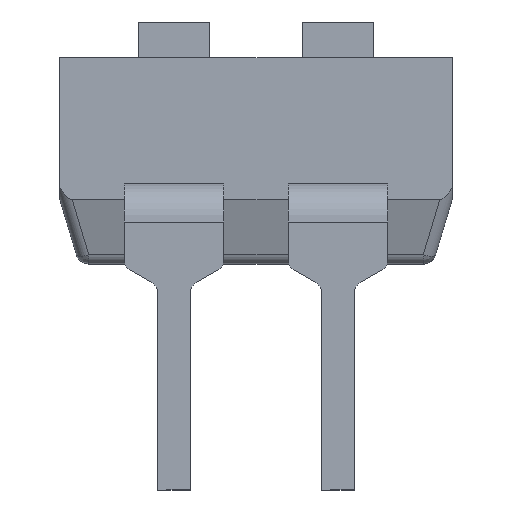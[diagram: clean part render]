
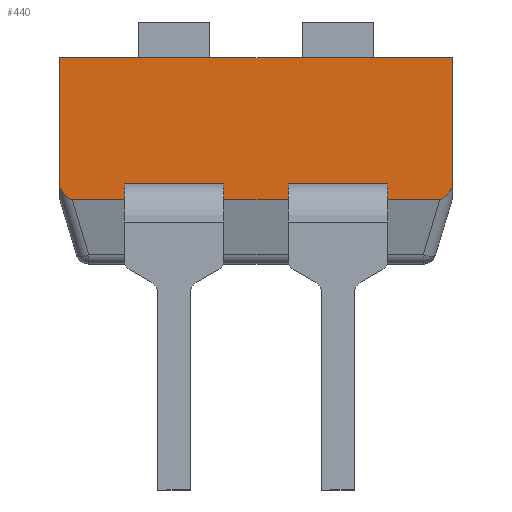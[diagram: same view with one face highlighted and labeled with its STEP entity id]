
A CAD part, front view. The second image highlights one B-rep face of the part: STEP entity #440.
In plain terms, the highlighted planar face has unit normal (0, -1, 0).
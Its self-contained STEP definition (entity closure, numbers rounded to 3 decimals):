
#28 = VERTEX_POINT ( 'NONE', #3898 ) ;
#109 = CARTESIAN_POINT ( 'NONE',  ( 7.62, -3.1, -2.2 ) ) ;
#171 =( BOUNDED_CURVE ( )  B_SPLINE_CURVE ( 3, ( #3386, #10067, #9128, #3078 ),
 .UNSPECIFIED., .F., .T. ) 
 B_SPLINE_CURVE_WITH_KNOTS ( ( 4, 4 ),
 ( 3.224, 3.968 ),
 .UNSPECIFIED. ) 
 CURVE ( )  GEOMETRIC_REPRESENTATION_ITEM ( )  RATIONAL_B_SPLINE_CURVE ( ( 1., 0.954, 0.954, 1. ) ) 
 REPRESENTATION_ITEM ( '' )  );
#440 = ADVANCED_FACE ( 'NONE', ( #10581 ), #6419, .F. ) ;
#620 = CARTESIAN_POINT ( 'NONE',  ( 2.968, -3.1, -2.136 ) ) ;
#725 = CARTESIAN_POINT ( 'NONE',  ( 7.62, -3.1, -2.2 ) ) ;
#729 = DIRECTION ( 'NONE',  ( 1., 0., 0. ) ) ;
#906 = ORIENTED_EDGE ( 'NONE', *, *, #7929, .F. ) ;
#941 = VERTEX_POINT ( 'NONE', #8369 ) ;
#1231 = VERTEX_POINT ( 'NONE', #3595 ) ;
#1259 = VECTOR ( 'NONE', #10791, 1000. ) ;
#1395 = DIRECTION ( 'NONE',  ( 1., 0., 0. ) ) ;
#1531 = DIRECTION ( 'NONE',  ( 0., 0., 1. ) ) ;
#1548 = LINE ( 'NONE', #2264, #4588 ) ;
#1559 = LINE ( 'NONE', #10650, #5617 ) ;
#1601 = CARTESIAN_POINT ( 'NONE',  ( -2.848, -3.1, -2.2 ) ) ;
#1679 = EDGE_CURVE ( 'NONE', #3710, #4413, #3142, .T. ) ;
#1832 = CARTESIAN_POINT ( 'NONE',  ( -3.04, -3.1, -2.2 ) ) ;
#1855 = ORIENTED_EDGE ( 'NONE', *, *, #7358, .F. ) ;
#2085 = ORIENTED_EDGE ( 'NONE', *, *, #4193, .F. ) ;
#2158 = ORIENTED_EDGE ( 'NONE', *, *, #3925, .T. ) ;
#2264 = CARTESIAN_POINT ( 'NONE',  ( 7.62, -3.1, -2.2 ) ) ;
#2511 = VECTOR ( 'NONE', #6872, 1000. ) ;
#2617 = LINE ( 'NONE', #2773, #2511 ) ;
#2663 = VERTEX_POINT ( 'NONE', #8982 ) ;
#2706 = AXIS2_PLACEMENT_3D ( 'NONE', #725, #5674, #4074 ) ;
#2722 = CARTESIAN_POINT ( 'NONE',  ( -0.5, -3.1, -2.2 ) ) ;
#2773 = CARTESIAN_POINT ( 'NONE',  ( 2.04, -3.1, -2.2 ) ) ;
#2884 = VECTOR ( 'NONE', #9784, 1000. ) ;
#2909 = LINE ( 'NONE', #6301, #3785 ) ;
#3078 = CARTESIAN_POINT ( 'NONE',  ( -3.04, -3.1, -2.016 ) ) ;
#3142 = LINE ( 'NONE', #109, #5240 ) ;
#3386 = CARTESIAN_POINT ( 'NONE',  ( -2.848, -3.1, -2.2 ) ) ;
#3442 = VERTEX_POINT ( 'NONE', #10755 ) ;
#3505 = ORIENTED_EDGE ( 'NONE', *, *, #1679, .T. ) ;
#3595 = CARTESIAN_POINT ( 'NONE',  ( 2.04, -3.1, -2.2 ) ) ;
#3613 = LINE ( 'NONE', #9635, #6075 ) ;
#3710 = VERTEX_POINT ( 'NONE', #1601 ) ;
#3785 = VECTOR ( 'NONE', #5336, 1000. ) ;
#3898 = CARTESIAN_POINT ( 'NONE',  ( 3.04, -3.1, 0. ) ) ;
#3901 = ORIENTED_EDGE ( 'NONE', *, *, #5627, .F. ) ;
#3925 = EDGE_CURVE ( 'NONE', #10076, #28, #6612, .T. ) ;
#3956 = VERTEX_POINT ( 'NONE', #4117 ) ;
#4062 = CARTESIAN_POINT ( 'NONE',  ( 3.04, -3.1, -3.1 ) ) ;
#4074 = DIRECTION ( 'NONE',  ( 0., 0., 1. ) ) ;
#4086 = VECTOR ( 'NONE', #1531, 1000. ) ;
#4117 = CARTESIAN_POINT ( 'NONE',  ( -0.5, -3.1, -2.2 ) ) ;
#4193 = EDGE_CURVE ( 'NONE', #7659, #7819, #10663, .T. ) ;
#4218 = EDGE_CURVE ( 'NONE', #1231, #7659, #2617, .T. ) ;
#4413 = VERTEX_POINT ( 'NONE', #7460 ) ;
#4417 = DIRECTION ( 'NONE',  ( 0., 0., 1. ) ) ;
#4547 = VECTOR ( 'NONE', #4417, 1000. ) ;
#4588 = VECTOR ( 'NONE', #729, 1000. ) ;
#4665 = ORIENTED_EDGE ( 'NONE', *, *, #7909, .T. ) ;
#4900 = CARTESIAN_POINT ( 'NONE',  ( 2.901, -3.1, -2.2 ) ) ;
#4957 = LINE ( 'NONE', #8274, #1259 ) ;
#5013 =( BOUNDED_CURVE ( )  B_SPLINE_CURVE ( 3, ( #6425, #620, #4900, #8231 ),
 .UNSPECIFIED., .F., .T. ) 
 B_SPLINE_CURVE_WITH_KNOTS ( ( 4, 4 ),
 ( 2.315, 3.059 ),
 .UNSPECIFIED. ) 
 CURVE ( )  GEOMETRIC_REPRESENTATION_ITEM ( )  RATIONAL_B_SPLINE_CURVE ( ( 1., 0.954, 0.954, 1. ) ) 
 REPRESENTATION_ITEM ( '' )  );
#5033 = ORIENTED_EDGE ( 'NONE', *, *, #5475, .F. ) ;
#5115 = DIRECTION ( 'NONE',  ( 1., 0., 0. ) ) ;
#5199 = ORIENTED_EDGE ( 'NONE', *, *, #10169, .F. ) ;
#5240 = VECTOR ( 'NONE', #5115, 1000. ) ;
#5336 = DIRECTION ( 'NONE',  ( -1., 0., 0. ) ) ;
#5366 = ORIENTED_EDGE ( 'NONE', *, *, #6552, .T. ) ;
#5475 = EDGE_CURVE ( 'NONE', #3956, #8115, #6709, .T. ) ;
#5491 = DIRECTION ( 'NONE',  ( 0., 0., -1. ) ) ;
#5617 = VECTOR ( 'NONE', #1395, 1000. ) ;
#5627 = EDGE_CURVE ( 'NONE', #2663, #941, #9338, .T. ) ;
#5674 = DIRECTION ( 'NONE',  ( 0., 1., 0. ) ) ;
#5769 = CARTESIAN_POINT ( 'NONE',  ( -0.5, -3.1, -1.95 ) ) ;
#6075 = VECTOR ( 'NONE', #5491, 1000. ) ;
#6114 = CARTESIAN_POINT ( 'NONE',  ( -2.04, -3.1, -1.95 ) ) ;
#6301 = CARTESIAN_POINT ( 'NONE',  ( 7.62, -3.1, -1.95 ) ) ;
#6419 = PLANE ( 'NONE',  #2706 ) ;
#6425 = CARTESIAN_POINT ( 'NONE',  ( 3.04, -3.1, -2.016 ) ) ;
#6437 = CARTESIAN_POINT ( 'NONE',  ( 2.04, -3.1, -1.95 ) ) ;
#6552 = EDGE_CURVE ( 'NONE', #3956, #3442, #1559, .T. ) ;
#6612 = LINE ( 'NONE', #4062, #4086 ) ;
#6709 = LINE ( 'NONE', #2722, #10493 ) ;
#6730 = ORIENTED_EDGE ( 'NONE', *, *, #7891, .F. ) ;
#6872 = DIRECTION ( 'NONE',  ( 0., 0., 1. ) ) ;
#7111 = CARTESIAN_POINT ( 'NONE',  ( -45.456, -3.1, 0. ) ) ;
#7358 = EDGE_CURVE ( 'NONE', #3710, #2663, #171, .T. ) ;
#7384 = CARTESIAN_POINT ( 'NONE',  ( 7.62, -3.1, -1.95 ) ) ;
#7460 = CARTESIAN_POINT ( 'NONE',  ( -2.04, -3.1, -2.2 ) ) ;
#7612 = CARTESIAN_POINT ( 'NONE',  ( 2.848, -3.1, -2.2 ) ) ;
#7659 = VERTEX_POINT ( 'NONE', #6437 ) ;
#7819 = VERTEX_POINT ( 'NONE', #9712 ) ;
#7835 = DIRECTION ( 'NONE',  ( 1., 0., 0. ) ) ;
#7891 = EDGE_CURVE ( 'NONE', #10076, #10413, #5013, .T. ) ;
#7909 = EDGE_CURVE ( 'NONE', #1231, #10413, #1548, .T. ) ;
#7929 = EDGE_CURVE ( 'NONE', #7819, #3442, #4957, .T. ) ;
#8115 = VERTEX_POINT ( 'NONE', #5769 ) ;
#8157 = VECTOR ( 'NONE', #7835, 1000. ) ;
#8231 = CARTESIAN_POINT ( 'NONE',  ( 2.848, -3.1, -2.2 ) ) ;
#8274 = CARTESIAN_POINT ( 'NONE',  ( 0.5, -3.1, -2.2 ) ) ;
#8304 = VERTEX_POINT ( 'NONE', #6114 ) ;
#8369 = CARTESIAN_POINT ( 'NONE',  ( -3.04, -3.1, 0. ) ) ;
#8547 = CARTESIAN_POINT ( 'NONE',  ( 3.04, -3.1, -2.016 ) ) ;
#8578 = DIRECTION ( 'NONE',  ( 0., 0., 1. ) ) ;
#8982 = CARTESIAN_POINT ( 'NONE',  ( -3.04, -3.1, -2.016 ) ) ;
#9037 = ORIENTED_EDGE ( 'NONE', *, *, #10194, .F. ) ;
#9120 = EDGE_LOOP ( 'NONE', ( #3505, #5199, #9716, #5033, #5366, #906, #2085, #10530, #4665, #6730, #2158, #9037, #3901, #1855 ) ) ;
#9128 = CARTESIAN_POINT ( 'NONE',  ( -2.968, -3.1, -2.136 ) ) ;
#9338 = LINE ( 'NONE', #1832, #4547 ) ;
#9530 = LINE ( 'NONE', #7111, #8157 ) ;
#9635 = CARTESIAN_POINT ( 'NONE',  ( -2.04, -3.1, -2.2 ) ) ;
#9712 = CARTESIAN_POINT ( 'NONE',  ( 0.5, -3.1, -1.95 ) ) ;
#9716 = ORIENTED_EDGE ( 'NONE', *, *, #10226, .F. ) ;
#9784 = DIRECTION ( 'NONE',  ( -1., 0., 0. ) ) ;
#10067 = CARTESIAN_POINT ( 'NONE',  ( -2.901, -3.1, -2.2 ) ) ;
#10076 = VERTEX_POINT ( 'NONE', #8547 ) ;
#10169 = EDGE_CURVE ( 'NONE', #8304, #4413, #3613, .T. ) ;
#10194 = EDGE_CURVE ( 'NONE', #941, #28, #9530, .T. ) ;
#10226 = EDGE_CURVE ( 'NONE', #8115, #8304, #2909, .T. ) ;
#10413 = VERTEX_POINT ( 'NONE', #7612 ) ;
#10493 = VECTOR ( 'NONE', #8578, 1000. ) ;
#10530 = ORIENTED_EDGE ( 'NONE', *, *, #4218, .F. ) ;
#10581 = FACE_OUTER_BOUND ( 'NONE', #9120, .T. ) ;
#10650 = CARTESIAN_POINT ( 'NONE',  ( 7.62, -3.1, -2.2 ) ) ;
#10663 = LINE ( 'NONE', #7384, #2884 ) ;
#10755 = CARTESIAN_POINT ( 'NONE',  ( 0.5, -3.1, -2.2 ) ) ;
#10791 = DIRECTION ( 'NONE',  ( 0., 0., -1. ) ) ;
